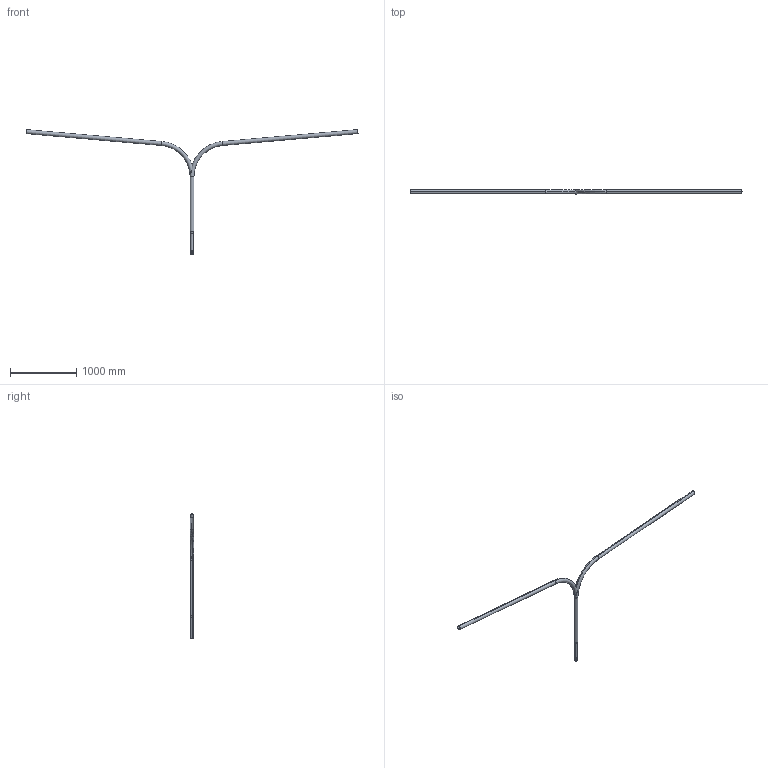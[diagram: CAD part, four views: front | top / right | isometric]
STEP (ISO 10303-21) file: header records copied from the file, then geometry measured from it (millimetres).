
FILE_DESCRIPTION (( 'STEP AP214' ), '1' );
FILE_NAME ('130225KXXX T125BK 4607995 T-KARTIOVARSI_3D.step', '2022-05-29T11:57:14', ( '' ), ( '' ), 'SwSTEP 2.0', 'SolidWorks 2021', '' );
FILE_SCHEMA (( 'AUTOMOTIVE_DESIGN' ));
Length unit declared in the file: millimetre
Products named in the file (3): 130225KXXX T125BK 4607995 T-KARTIOVARSI_3D; T-VARREN LYHYEMPI AIHIO_T125BK; T-VARREN PIDEMPI AIHIO_T125BK
Assembly tree (2 placements, depth 2):
  130225KXXX T125BK 4607995 T-KARTIOVARSI_3D
    T-VARREN PIDEMPI AIHIO_T125BK
    T-VARREN LYHYEMPI AIHIO_T125BK
Bounding box: 5005.26 x 60.3 x 1880.04 mm (x, y, z)
Volume: 3408507.7 mm3; surface area: 2355229.6 mm2
Topology: 2 solids, 2 shells, 52 faces, 120 edges, 70 vertices
Faces by surface type: cylinder 22, torus 14, plane 9, bspline 5, cone 2
Entity records: 4064 total; most frequent: CARTESIAN_POINT 2776, DIRECTION 268, ORIENTED_EDGE 240, EDGE_CURVE 120, AXIS2_PLACEMENT_3D 114, VERTEX_POINT 70, CIRCLE 62, EDGE_LOOP 56
